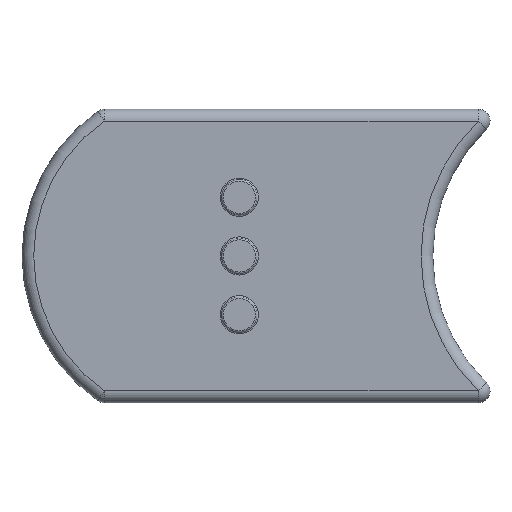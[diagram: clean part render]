
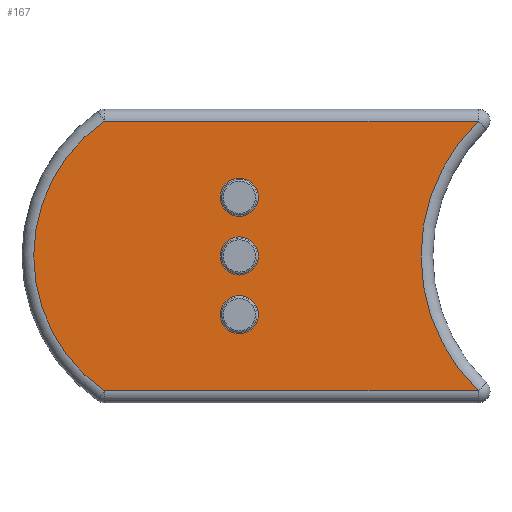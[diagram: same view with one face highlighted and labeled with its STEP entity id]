
A CAD part, top view. The second image highlights one B-rep face of the part: STEP entity #167.
In plain terms, the highlighted planar face has unit normal (0, 0, 1).
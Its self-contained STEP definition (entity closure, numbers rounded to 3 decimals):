
#40=PLANE('',#660);
#63=LINE('',#953,#81);
#66=LINE('',#979,#84);
#81=VECTOR('',#756,1.);
#84=VECTOR('',#791,1.);
#167=ADVANCED_FACE('',(#200,#201,#202,#203),#40,.T.);
#200=FACE_BOUND('',#259,.T.);
#201=FACE_BOUND('',#260,.T.);
#202=FACE_BOUND('',#261,.T.);
#203=FACE_BOUND('',#262,.T.);
#259=EDGE_LOOP('',(#394));
#260=EDGE_LOOP('',(#395));
#261=EDGE_LOOP('',(#396));
#262=EDGE_LOOP('',(#397,#398,#399,#400));
#394=ORIENTED_EDGE('',*,*,#522,.T.);
#395=ORIENTED_EDGE('',*,*,#523,.T.);
#396=ORIENTED_EDGE('',*,*,#524,.T.);
#397=ORIENTED_EDGE('',*,*,#506,.T.);
#398=ORIENTED_EDGE('',*,*,#496,.T.);
#399=ORIENTED_EDGE('',*,*,#492,.T.);
#400=ORIENTED_EDGE('',*,*,#502,.T.);
#437=VERTEX_POINT('',#944);
#441=VERTEX_POINT('',#952);
#442=VERTEX_POINT('',#957);
#447=VERTEX_POINT('',#972);
#453=VERTEX_POINT('',#1016);
#454=VERTEX_POINT('',#1018);
#455=VERTEX_POINT('',#1020);
#492=EDGE_CURVE('',#437,#441,#63,.T.);
#496=EDGE_CURVE('',#442,#437,#559,.T.);
#502=EDGE_CURVE('',#441,#447,#565,.T.);
#506=EDGE_CURVE('',#447,#442,#66,.T.);
#522=EDGE_CURVE('',#453,#453,#573,.T.);
#523=EDGE_CURVE('',#454,#454,#574,.T.);
#524=EDGE_CURVE('',#455,#455,#575,.T.);
#559=CIRCLE('',#623,32.);
#565=CIRCLE('',#632,28.);
#573=CIRCLE('',#657,3.25);
#574=CIRCLE('',#658,3.25);
#575=CIRCLE('',#659,3.25);
#623=AXIS2_PLACEMENT_3D('',#960,#764,#765);
#632=AXIS2_PLACEMENT_3D('',#973,#782,#783);
#657=AXIS2_PLACEMENT_3D('',#1015,#844,#845);
#658=AXIS2_PLACEMENT_3D('',#1017,#846,#847);
#659=AXIS2_PLACEMENT_3D('',#1019,#848,#849);
#660=AXIS2_PLACEMENT_3D('',#1021,#850,#851);
#756=DIRECTION('',(-1.,0.,0.));
#764=DIRECTION('',(0.,0.,-1.));
#765=DIRECTION('',(1.,0.,0.));
#782=DIRECTION('',(0.,0.,1.));
#783=DIRECTION('',(1.,0.,0.));
#791=DIRECTION('',(1.,0.,0.));
#844=DIRECTION('',(0.,0.,-1.));
#845=DIRECTION('',(1.,0.,0.));
#846=DIRECTION('',(0.,0.,-1.));
#847=DIRECTION('',(1.,0.,0.));
#848=DIRECTION('',(0.,0.,-1.));
#849=DIRECTION('',(1.,0.,0.));
#850=DIRECTION('',(0.,0.,1.));
#851=DIRECTION('',(1.,0.,0.));
#944=CARTESIAN_POINT('',(64.335,-2.,5.));
#952=CARTESIAN_POINT('',(0.614,-2.,5.));
#953=CARTESIAN_POINT('',(35.,-2.,5.));
#957=CARTESIAN_POINT('',(64.335,-48.,5.));
#960=CARTESIAN_POINT('',(86.583,-25.,5.));
#972=CARTESIAN_POINT('',(0.614,-48.,5.));
#973=CARTESIAN_POINT('',(16.583,-25.,5.));
#979=CARTESIAN_POINT('',(35.,-48.,5.));
#1015=CARTESIAN_POINT('',(23.614,-35.,5.));
#1016=CARTESIAN_POINT('',(26.864,-35.,5.));
#1017=CARTESIAN_POINT('',(23.614,-25.,5.));
#1018=CARTESIAN_POINT('',(26.864,-25.,5.));
#1019=CARTESIAN_POINT('',(23.614,-15.,5.));
#1020=CARTESIAN_POINT('',(26.864,-15.,5.));
#1021=CARTESIAN_POINT('',(35.,-25.,5.));
